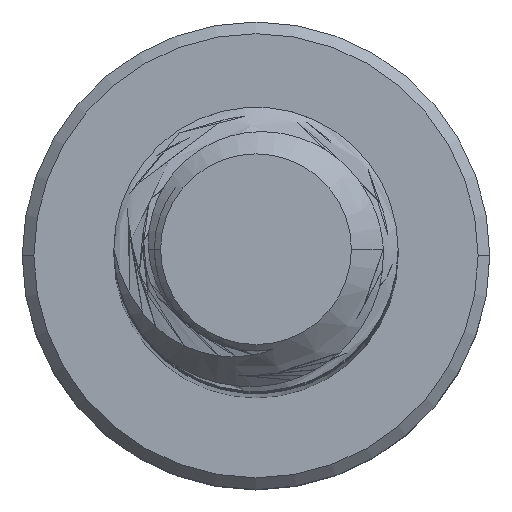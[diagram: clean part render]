
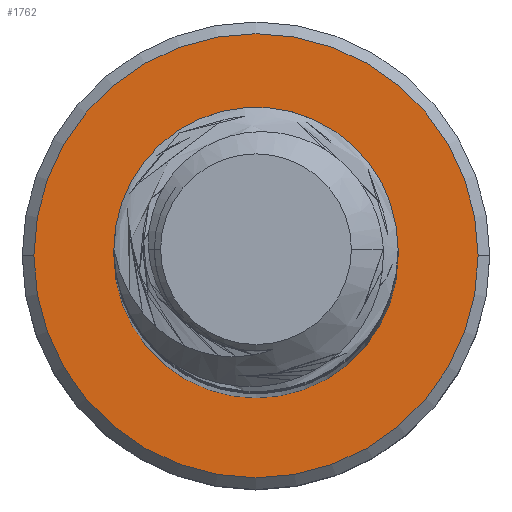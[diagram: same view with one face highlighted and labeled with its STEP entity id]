
A CAD part, top view. The second image highlights one B-rep face of the part: STEP entity #1762.
In plain terms, the highlighted planar face has unit normal (0, 0, 1).
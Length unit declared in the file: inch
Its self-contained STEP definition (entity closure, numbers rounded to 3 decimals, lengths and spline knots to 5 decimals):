
#475 = DIRECTION ( 'NONE',  ( -1., 0., 0. ) ) ;
#477 = DIRECTION ( 'NONE',  ( 0., 0., 1. ) ) ;
#522 = CIRCLE ( 'NONE', #2522, 0.14844 ) ;
#586 = CIRCLE ( 'NONE', #2180, 0.095 ) ;
#825 = CIRCLE ( 'NONE', #2173, 0.14844 ) ;
#1371 = DIRECTION ( 'NONE',  ( -1., 0., 0. ) ) ;
#1389 = DIRECTION ( 'NONE',  ( 0., 0., 1. ) ) ;
#1413 = CARTESIAN_POINT ( 'NONE',  ( 0., 0., -2.5 ) ) ;
#1437 = DIRECTION ( 'NONE',  ( -1., 0., 0. ) ) ;
#1438 = DIRECTION ( 'NONE',  ( 0., 0., 1. ) ) ;
#1452 = CARTESIAN_POINT ( 'NONE',  ( 0., 0., -2.5 ) ) ;
#1762 = ADVANCED_FACE ( 'NONE', ( #5994, #5992 ), #3940, .F. ) ;
#1777 = CIRCLE ( 'NONE', #2179, 0.095 ) ;
#2173 = AXIS2_PLACEMENT_3D ( 'NONE', #2829, #477, #475 ) ;
#2179 = AXIS2_PLACEMENT_3D ( 'NONE', #1452, #1438, #1437 ) ;
#2180 = AXIS2_PLACEMENT_3D ( 'NONE', #1413, #1389, #1371 ) ;
#2216 = AXIS2_PLACEMENT_3D ( 'NONE', #3941, #3938, #3937 ) ;
#2268 = EDGE_CURVE ( 'NONE', #3620, #3589, #586, .T. ) ;
#2273 = EDGE_CURVE ( 'NONE', #3589, #3620, #1777, .T. ) ;
#2387 = EDGE_CURVE ( 'NONE', #3608, #3596, #825, .T. ) ;
#2522 = AXIS2_PLACEMENT_3D ( 'NONE', #7339, #7337, #7336 ) ;
#2568 = EDGE_CURVE ( 'NONE', #3596, #3608, #522, .T. ) ;
#2829 = CARTESIAN_POINT ( 'NONE',  ( 0., 0., -2.5 ) ) ;
#3589 = VERTEX_POINT ( 'NONE', #7027 ) ;
#3596 = VERTEX_POINT ( 'NONE', #6997 ) ;
#3608 = VERTEX_POINT ( 'NONE', #6980 ) ;
#3620 = VERTEX_POINT ( 'NONE', #6963 ) ;
#3937 = DIRECTION ( 'NONE',  ( -1., 0., 0. ) ) ;
#3938 = DIRECTION ( 'NONE',  ( 0., 0., -1. ) ) ;
#3940 = PLANE ( 'NONE',  #2216 ) ;
#3941 = CARTESIAN_POINT ( 'NONE',  ( 0., 0., -2.5 ) ) ;
#4007 = EDGE_LOOP ( 'NONE', ( #4702, #4333 ) ) ;
#4332 = ORIENTED_EDGE ( 'NONE', *, *, #2387, .T. ) ;
#4333 = ORIENTED_EDGE ( 'NONE', *, *, #2273, .F. ) ;
#4373 = ORIENTED_EDGE ( 'NONE', *, *, #2568, .T. ) ;
#4606 = EDGE_LOOP ( 'NONE', ( #4373, #4332 ) ) ;
#4702 = ORIENTED_EDGE ( 'NONE', *, *, #2268, .F. ) ;
#5992 = FACE_BOUND ( 'NONE', #4007, .T. ) ;
#5994 = FACE_OUTER_BOUND ( 'NONE', #4606, .T. ) ;
#6963 = CARTESIAN_POINT ( 'NONE',  ( 0.095, 0., -2.5 ) ) ;
#6980 = CARTESIAN_POINT ( 'NONE',  ( 0.14844, 0., -2.5 ) ) ;
#6997 = CARTESIAN_POINT ( 'NONE',  ( -0.14844, 0., -2.5 ) ) ;
#7027 = CARTESIAN_POINT ( 'NONE',  ( -0.095, 0., -2.5 ) ) ;
#7336 = DIRECTION ( 'NONE',  ( -1., 0., 0. ) ) ;
#7337 = DIRECTION ( 'NONE',  ( 0., 0., 1. ) ) ;
#7339 = CARTESIAN_POINT ( 'NONE',  ( 0., 0., -2.5 ) ) ;
